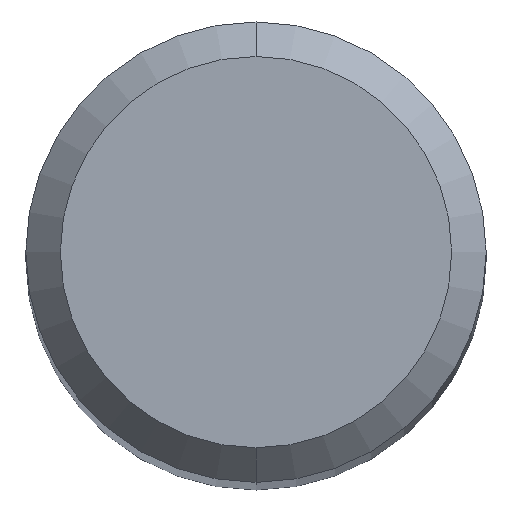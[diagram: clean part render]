
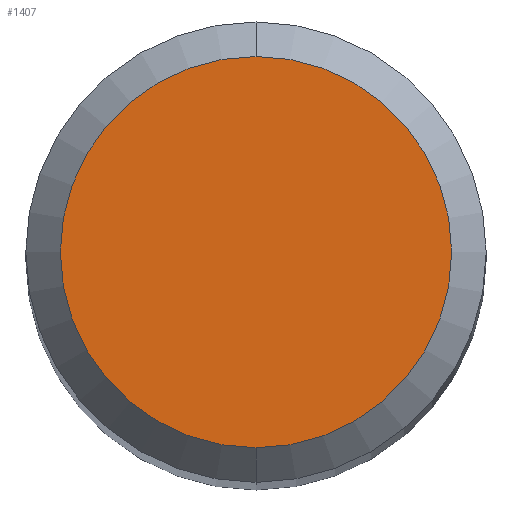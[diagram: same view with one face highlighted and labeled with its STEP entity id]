
A CAD part, top view. The second image highlights one B-rep face of the part: STEP entity #1407.
In plain terms, the highlighted planar face has unit normal (0, 0, 1).
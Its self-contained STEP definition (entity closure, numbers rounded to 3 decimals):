
#607=EDGE_CURVE('',#1183,#1293,#1589,.T.);
#797=EDGE_CURVE('',#1293,#1183,#1789,.T.);
#1183=VERTEX_POINT('',#2207);
#1293=VERTEX_POINT('',#2330);
#1407=ADVANCED_FACE('',(#2458),#2459,.T.);
#1589=CIRCLE('',#3091,1.7);
#1789=CIRCLE('',#3694,1.7);
#2207=CARTESIAN_POINT('',(0.0,1.7,0.0));
#2330=CARTESIAN_POINT('',(0.,-1.7,0.0));
#2458=FACE_OUTER_BOUND('',#5986,.T.);
#2459=PLANE('',#5987);
#3091=AXIS2_PLACEMENT_3D('',#6296,#6297,#6298);
#3694=AXIS2_PLACEMENT_3D('',#6468,#6469,#6470);
#5986=EDGE_LOOP('',(#7176,#7177));
#5987=AXIS2_PLACEMENT_3D('',#7178,#7179,#7180);
#6296=CARTESIAN_POINT('',(0.0,0.0,0.0));
#6297=DIRECTION('',(0.0,0.0,-1.0));
#6298=DIRECTION('',(0.0,1.0,0.0));
#6468=CARTESIAN_POINT('',(0.0,0.0,0.0));
#6469=DIRECTION('',(0.0,0.0,-1.0));
#6470=DIRECTION('',(0.0,1.0,0.0));
#7176=ORIENTED_EDGE('',*,*,#607,.F.);
#7177=ORIENTED_EDGE('',*,*,#797,.F.);
#7178=CARTESIAN_POINT('',(0.0,0.85,0.0));
#7179=DIRECTION('',(-0.0,0.0,1.0));
#7180=DIRECTION('',(0.0,-1.0,0.0));
